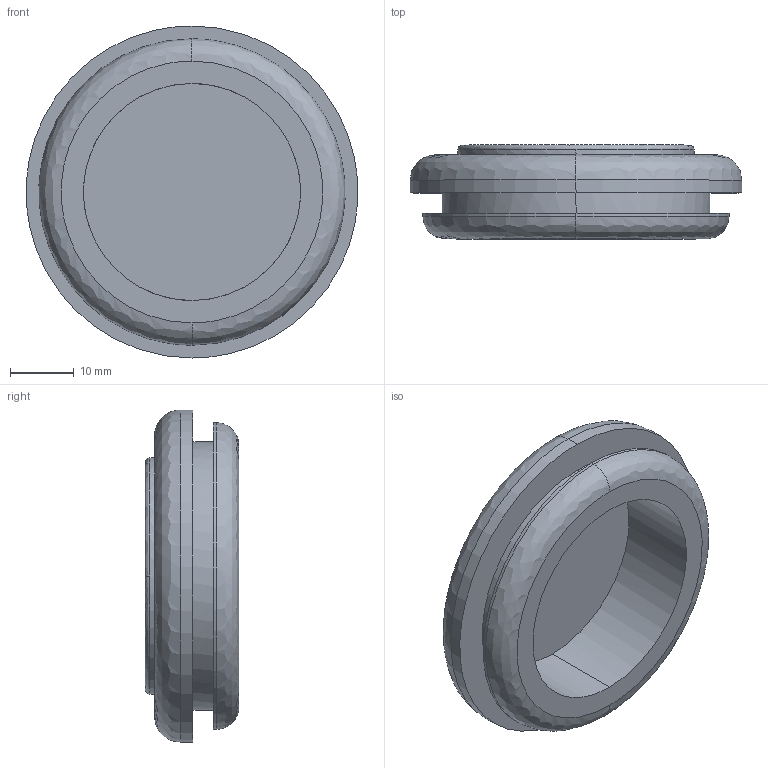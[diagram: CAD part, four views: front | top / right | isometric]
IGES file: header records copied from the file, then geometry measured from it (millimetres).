
Start section: ------------------------------------------------------------------------
Global section: file name: PC50.12492.TM_MG_17_CRUL_13253.igs; native system: spGate; preprocessor: ver15.6.1; author: Unknown; organization: Unknown; date: 191219.142738; units: millimetre
Bounding box: 51.93 x 14.7 x 52 mm (x, y, z)
Volume: 12209.7 mm3; surface area: 8207 mm2
Topology: 1 solids, 1 shells, 24 faces, 50 edges, 32 vertices
Faces by surface type: bspline 24
